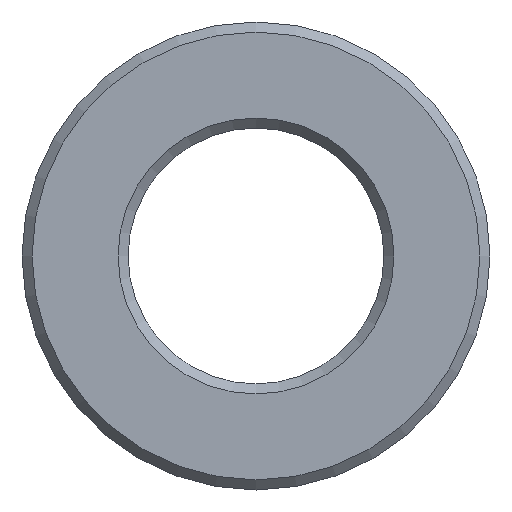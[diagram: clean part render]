
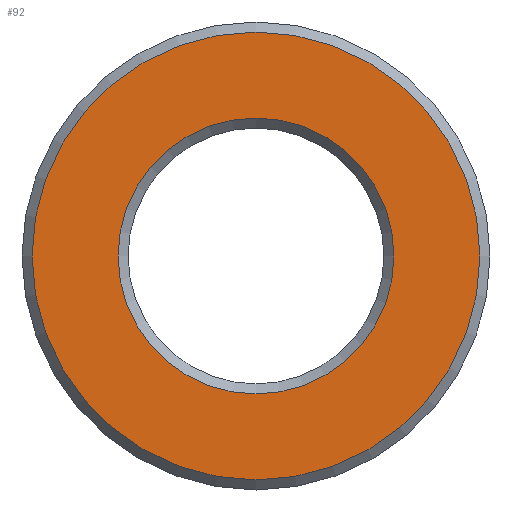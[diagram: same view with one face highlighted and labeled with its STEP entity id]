
A CAD part, left-side view. The second image highlights one B-rep face of the part: STEP entity #92.
In plain terms, the highlighted planar face has unit normal (-1, 0, 0).
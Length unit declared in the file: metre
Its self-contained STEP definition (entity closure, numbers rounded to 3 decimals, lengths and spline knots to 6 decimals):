
#18=ORIENTED_EDGE('',*,*,#34,.T.);
#19=ORIENTED_EDGE('',*,*,#35,.T.);
#34=EDGE_CURVE('',#42,#42,#50,.T.);
#35=EDGE_CURVE('',#43,#43,#51,.T.);
#42=VERTEX_POINT('',#166);
#43=VERTEX_POINT('',#168);
#50=CIRCLE('',#114,0.00555);
#51=CIRCLE('',#115,0.00342);
#58=EDGE_LOOP('',(#18));
#59=EDGE_LOOP('',(#19));
#74=FACE_BOUND('',#58,.T.);
#75=FACE_BOUND('',#59,.T.);
#90=PLANE('',#113);
#92=ADVANCED_FACE('',(#74,#75),#90,.F.);
#113=AXIS2_PLACEMENT_3D('',#164,#131,#132);
#114=AXIS2_PLACEMENT_3D('',#165,#133,#134);
#115=AXIS2_PLACEMENT_3D('',#167,#135,#136);
#131=DIRECTION('',(1.,0.,0.));
#132=DIRECTION('',(0.,0.,-1.));
#133=DIRECTION('',(-1.,0.,0.));
#134=DIRECTION('',(0.,0.,-1.));
#135=DIRECTION('',(1.,0.,0.));
#136=DIRECTION('',(0.,0.,-1.));
#164=CARTESIAN_POINT('',(0.022092,-0.0122,-0.020872));
#165=CARTESIAN_POINT('',(0.022092,-0.0122,-0.020872));
#166=CARTESIAN_POINT('',(0.022092,-0.0122,-0.026422));
#167=CARTESIAN_POINT('',(0.022092,-0.0122,-0.020872));
#168=CARTESIAN_POINT('',(0.022092,-0.0122,-0.024292));
